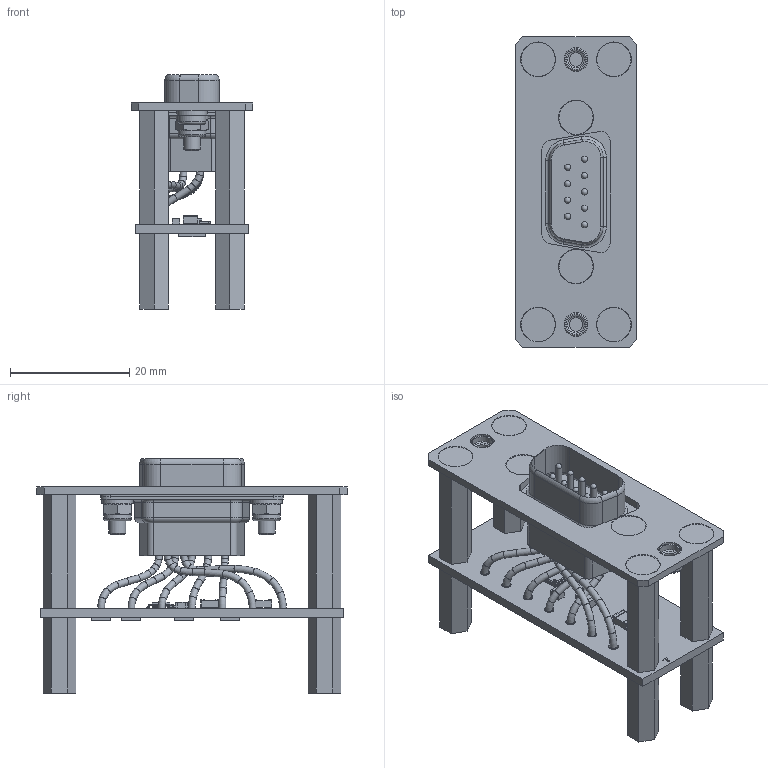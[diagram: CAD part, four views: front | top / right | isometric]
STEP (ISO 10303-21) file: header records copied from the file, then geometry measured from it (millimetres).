
FILE_DESCRIPTION(/* description */ (''),/* implementation_level */ '2;1');
FILE_NAME(/* name */ '827-3762-002',/* time_stamp */ '2001-11-01T12:17:36-06:00',/* author */ (''),/* organization */ (''),/* preprocessor_version */ 'ST-DEVELOPER 1.6',/* originating_system */ 'UNIGRAPHICS SOLUTIONS - UNIGRAPHICS 15.0',/* authorisation */ '');
FILE_SCHEMA (('AUTOMOTIVE_DESIGN_CC2 { 1 2 10303 214 -1 1 5 1 }'));
Length unit declared in the file: inch
Products named in the file (28): 827-3762-030; 333-0839-000; 827-3762-015; 827-3762-014; 827-3762-012; 827-3762-010; 827-3762-013; 827-3762-011; 600-2010-834; 827-3762-021; 827-3762-027; 827-3762-026; 827-3762-025; 827-3762-024; 827-3762-023; 827-3762-022; 312-0008-000; 330-2291-000; 342-0043-000; 359-1001-020; 371-1085-010; 310-0740-240; 333-0605-000; 540-9049-003; 540-9041-003; 827-3762-005; 601-1794-001; 827-3762-002
Assembly tree (55 placements, depth 3):
  827-3762-002
    333-0605-000  x2
    310-0740-240  x2
    371-1085-010
    359-1001-020  x9
    342-0043-000  x4
    330-2291-000  x2
    312-0008-000  x4
    827-3762-022
    827-3762-023
    827-3762-024
    827-3762-025
    827-3762-026
    827-3762-027
    827-3762-021
    601-1794-001
      600-2010-834
      827-3762-011  x2
      827-3762-013  x4
      827-3762-010
      827-3762-012
      827-3762-014
      827-3762-015
    540-9041-003  x4
    540-9049-003  x4
    827-3762-005
      333-0839-000  x2
      827-3762-030
Bounding box: 20.32 x 52.07 x 39.24 mm (x, y, z)
Volume: 7294.7 mm3; surface area: 15677.6 mm2
Topology: 97 solids, 97 shells, 1181 faces, 2648 edges, 1677 vertices
Faces by surface type: plane 619, cylinder 328, cone 115, torus 102, sphere 17
Full cylindrical faces by diameter (mm): 0.508 x1, 0.737 x9, 1.016 x18, 1.13 x9, 1.143 x14, 1.587 x7, 1.689 x9, 1.765 x9, 1.816 x18, 2.121 x9, 2.134 x9, 2.261 x32, 2.845 x26, 2.921 x2, 3.048 x2, 3.175 x4, 3.302 x2, 3.805 x4, 3.962 x8, 4.064 x2, 4.562 x2, 4.623 x2, 4.674 x2, 5.156 x2, 5.309 x2
Entity records: 21212 total; most frequent: CARTESIAN_POINT 3769, DIRECTION 3588, ORIENTED_EDGE 2900, EDGE_CURVE 1450, AXIS2_PLACEMENT_3D 1359, FACE_BOUND 1061, EDGE_LOOP 1060, VERTEX_POINT 1017
